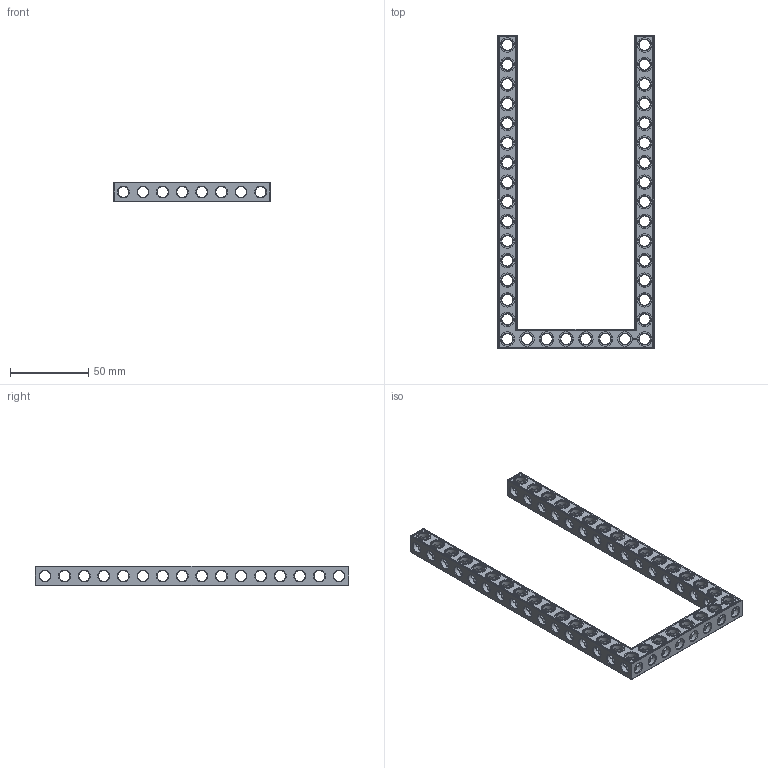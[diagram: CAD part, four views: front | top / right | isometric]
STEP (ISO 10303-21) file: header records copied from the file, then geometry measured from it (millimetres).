
FILE_DESCRIPTION(('FreeCAD Model'),'2;1');
FILE_NAME('Open CASCADE Shape Model','2022-02-23T21:55:30',( 'Paulo Kiefe'),('STEMFIE.org'),'Open CASCADE STEP processor 7.5', 'FreeCAD','Unknown');
FILE_SCHEMA(('AUTOMOTIVE_DESIGN { 1 0 10303 214 1 1 1 1 }'));
Products named in the file (1): Beam AGD ESS USH SYM BU08x16x01 - SPN-BEM-0418 (stemfie.org)
Bounding box: 100 x 200 x 12.5 mm (x, y, z)
Volume: 37138.1 mm3; surface area: 33155.5 mm2
Topology: 1 solids, 1 shells, 943 faces, 2862 edges, 1842 vertices
Faces by surface type: plane 422, cylinder 229, cone 154, extrusion 138
Full cylindrical faces by diameter (mm): 6.98 x34, 7 x157, 9.2 x38
Entity records: 226490 total; most frequent: CARTESIAN_POINT 173142, DIRECTION 8630, ORIENTED_EDGE 5724, PCURVE 5724, DEFINITIONAL_REPRESENTATION 5724, VECTOR 5402, LINE 5264, EDGE_CURVE 2862
